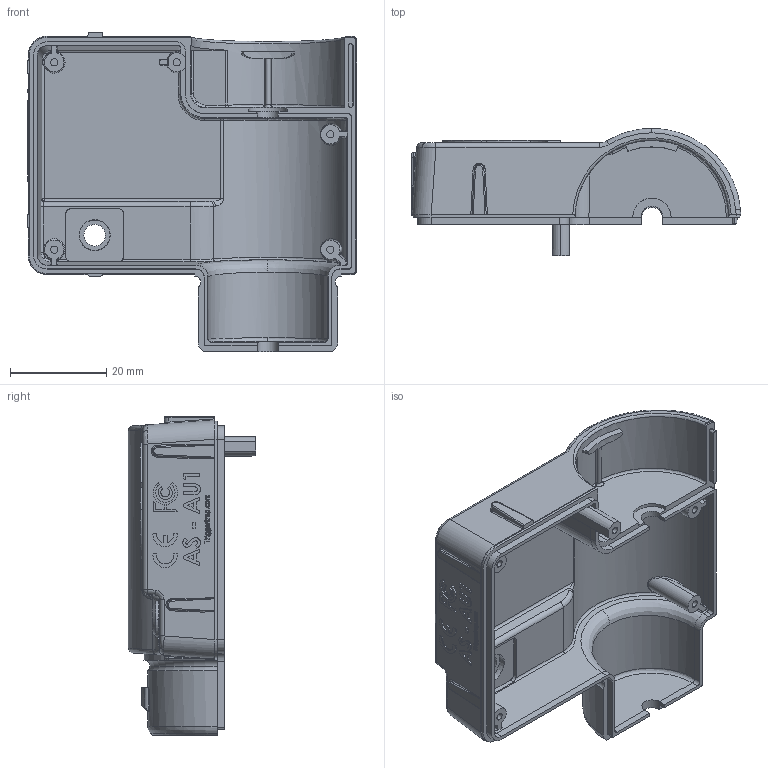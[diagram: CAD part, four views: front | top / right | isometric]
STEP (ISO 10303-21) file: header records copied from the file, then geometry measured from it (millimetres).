
FILE_DESCRIPTION (( 'STEP AP214' ), '1' );
FILE_NAME ('TT-222-A_SENSOR_FRONT_CASE_SOUND.STEP', '2015-01-22T15:06:28', ( '' ), ( '' ), 'SwSTEP 2.0', 'SolidWorks 2014', '' );
FILE_SCHEMA (( 'AUTOMOTIVE_DESIGN' ));
Length unit declared in the file: millimetre
Products named in the file (1): TT-222-A_SENSOR_FRONT_CASE_SOUND
Bounding box: 68.69 x 26.5 x 66.5 mm (x, y, z)
Volume: 15174.1 mm3; surface area: 16130.6 mm2
Topology: 1 solids, 1 shells, 834 faces, 2216 edges, 1428 vertices
Faces by surface type: plane 378, bspline 278, cylinder 136, cone 17, torus 14, sphere 11
Entity records: 35070 total; most frequent: CARTESIAN_POINT 16539, ORIENTED_EDGE 4416, DIRECTION 2843, EDGE_CURVE 2208, VERTEX_POINT 1427, VECTOR 1213, LINE 1213, EDGE_LOOP 887
